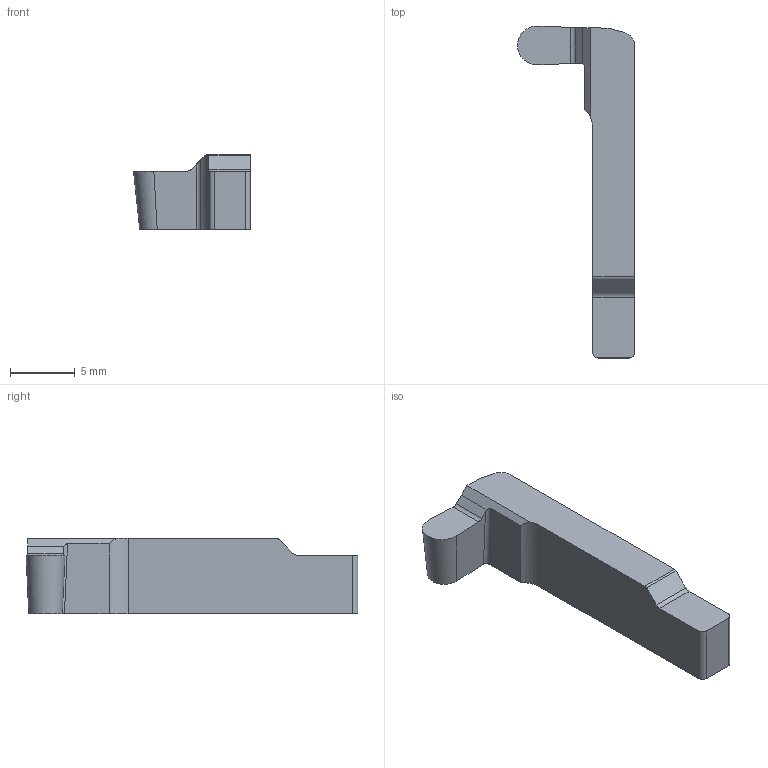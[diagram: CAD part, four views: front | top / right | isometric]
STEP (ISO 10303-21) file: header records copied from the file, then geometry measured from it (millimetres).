
FILE_DESCRIPTION(/* description */ (''),/* implementation_level */ '2;1');
FILE_NAME(/* name */ 'aaa331325_b.stp',/* time_stamp */ '2019-09-16T13:10:35+02:00',/* author */ (''),/* organization */ ('SMS'),/* preprocessor_version */ 'ST-DEVELOPER v16.7',/* originating_system */ 'SIEMENS PLM Software NX 12.0',/* authorisation */ '');
FILE_SCHEMA (('AUTOMOTIVE_DESIGN { 1 0 10303 214 3 1 1 1 }'));
Length unit declared in the file: millimetre
Products named in the file (1): AAA331325_B
Bounding box: 9 x 25.55 x 5.79 mm (x, y, z)
Volume: 522.9 mm3; surface area: 544 mm2
Topology: 1 solids, 1 shells, 23 faces, 64 edges, 45 vertices
Faces by surface type: plane 14, cylinder 8, bspline 1
Entity records: 934 total; most frequent: CARTESIAN_POINT 273, DIRECTION 129, ORIENTED_EDGE 126, EDGE_CURVE 63, AXIS2_PLACEMENT_3D 44, VERTEX_POINT 42, LINE 41, VECTOR 41
